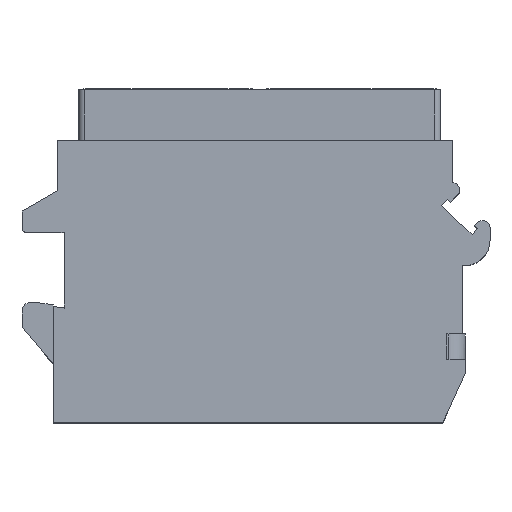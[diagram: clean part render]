
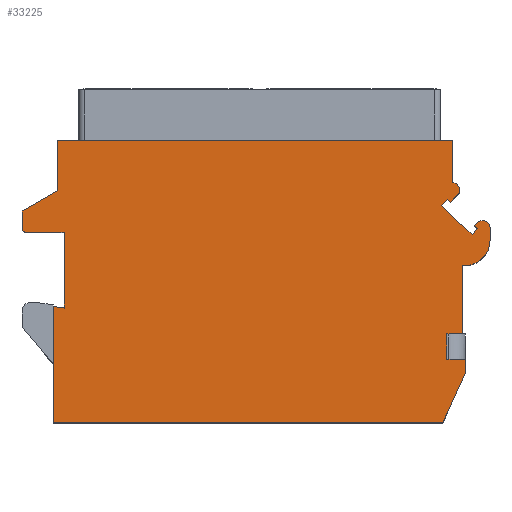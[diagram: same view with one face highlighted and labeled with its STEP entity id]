
A CAD part, top view. The second image highlights one B-rep face of the part: STEP entity #33225.
In plain terms, the highlighted planar face has unit normal (0, 0, 1).
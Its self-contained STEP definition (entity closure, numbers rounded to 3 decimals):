
#382=DIRECTION('',(-1.,0.,0.));
#383=VECTOR('',#382,1.1);
#384=CARTESIAN_POINT('',(14.372,6.3,7.));
#385=LINE('',#384,#383);
#386=DIRECTION('',(0.,-1.,0.));
#387=VECTOR('',#386,1.8);
#388=CARTESIAN_POINT('',(13.272,6.3,7.));
#389=LINE('',#388,#387);
#390=DIRECTION('',(1.,0.,0.));
#391=VECTOR('',#390,1.3);
#392=CARTESIAN_POINT('',(13.272,4.5,7.));
#393=LINE('',#392,#391);
#394=DIRECTION('',(0.,1.,0.));
#395=VECTOR('',#394,1.);
#396=CARTESIAN_POINT('',(14.572,3.5,7.));
#397=LINE('',#396,#395);
#398=DIRECTION('',(0.416,0.909,0.));
#399=VECTOR('',#398,3.848);
#400=CARTESIAN_POINT('',(12.972,0.,7.));
#401=LINE('',#400,#399);
#402=DIRECTION('',(1.,0.,0.));
#403=VECTOR('',#402,27.6);
#404=CARTESIAN_POINT('',(-14.628,0.,7.));
#405=LINE('',#404,#403);
#406=DIRECTION('',(0.,-1.,0.));
#407=VECTOR('',#406,8.232);
#408=CARTESIAN_POINT('',(-14.628,8.232,7.));
#409=LINE('',#408,#407);
#410=DIRECTION('',(-0.991,0.133,0.));
#411=VECTOR('',#410,0.807);
#412=CARTESIAN_POINT('',(-13.828,8.125,7.));
#413=LINE('',#412,#411);
#414=DIRECTION('',(0.,-1.,0.));
#415=VECTOR('',#414,5.375);
#416=CARTESIAN_POINT('',(-13.828,13.5,7.));
#417=LINE('',#416,#415);
#418=DIRECTION('',(1.,0.,0.));
#419=VECTOR('',#418,0.4);
#420=CARTESIAN_POINT('',(-14.228,13.5,7.));
#421=LINE('',#420,#419);
#422=DIRECTION('',(1.,0.,0.));
#423=VECTOR('',#422,2.3);
#424=CARTESIAN_POINT('',(-16.528,13.5,7.));
#425=LINE('',#424,#423);
#426=CARTESIAN_POINT('',(-16.528,13.8,7.));
#427=DIRECTION('',(0.,0.,1.));
#428=DIRECTION('',(-1.,0.,0.));
#429=AXIS2_PLACEMENT_3D('',#426,#427,#428);
#431=DIRECTION('',(0.,-1.,0.));
#432=VECTOR('',#431,1.2);
#433=CARTESIAN_POINT('',(-16.828,15.,7.));
#434=LINE('',#433,#432);
#435=DIRECTION('',(-0.866,-0.5,0.));
#436=VECTOR('',#435,2.887);
#437=CARTESIAN_POINT('',(-14.328,16.443,7.));
#438=LINE('',#437,#436);
#439=DIRECTION('',(0.,-1.,0.));
#440=VECTOR('',#439,3.557);
#441=CARTESIAN_POINT('',(-14.328,20.,7.));
#442=LINE('',#441,#440);
#443=DIRECTION('',(-1.,0.,0.));
#444=VECTOR('',#443,28.);
#445=CARTESIAN_POINT('',(13.672,20.,7.));
#446=LINE('',#445,#444);
#447=DIRECTION('',(0.,1.,0.));
#448=VECTOR('',#447,3.);
#449=CARTESIAN_POINT('',(13.672,17.,7.));
#450=LINE('',#449,#448);
#451=DIRECTION('',(-1.,0.,0.));
#452=VECTOR('',#451,0.01);
#453=CARTESIAN_POINT('',(13.682,17.,7.));
#454=LINE('',#453,#452);
#455=CARTESIAN_POINT('',(13.682,16.5,7.));
#456=DIRECTION('',(0.,0.,1.));
#457=DIRECTION('',(0.718,-0.696,0.));
#458=AXIS2_PLACEMENT_3D('',#455,#456,#457);
#460=DIRECTION('',(0.696,0.718,0.));
#461=VECTOR('',#460,0.738);
#462=CARTESIAN_POINT('',(13.528,15.622,7.));
#463=LINE('',#462,#461);
#464=DIRECTION('',(0.718,-0.696,0.));
#465=VECTOR('',#464,0.3);
#466=CARTESIAN_POINT('',(13.313,15.831,7.));
#467=LINE('',#466,#465);
#468=DIRECTION('',(0.696,0.718,0.));
#469=VECTOR('',#468,0.6);
#470=CARTESIAN_POINT('',(12.895,15.4,7.));
#471=LINE('',#470,#469);
#472=DIRECTION('',(-0.718,0.696,0.));
#473=VECTOR('',#472,3.);
#474=CARTESIAN_POINT('',(15.05,13.313,7.));
#475=LINE('',#474,#473);
#476=DIRECTION('',(-0.696,-0.718,0.));
#477=VECTOR('',#476,0.6);
#478=CARTESIAN_POINT('',(15.468,13.744,7.));
#479=LINE('',#478,#477);
#480=DIRECTION('',(0.718,-0.696,0.));
#481=VECTOR('',#480,0.3);
#482=CARTESIAN_POINT('',(15.252,13.953,7.));
#483=LINE('',#482,#481);
#484=DIRECTION('',(-0.696,-0.718,0.));
#485=VECTOR('',#484,0.303);
#486=CARTESIAN_POINT('',(15.463,14.17,7.));
#487=LINE('',#486,#485);
#488=CARTESIAN_POINT('',(15.822,13.822,7.));
#489=DIRECTION('',(0.,0.,1.));
#490=DIRECTION('',(1.,0.,0.));
#491=AXIS2_PLACEMENT_3D('',#488,#489,#490);
#493=DIRECTION('',(0.,1.,0.));
#494=VECTOR('',#493,0.893);
#495=CARTESIAN_POINT('',(16.322,12.93,7.));
#496=LINE('',#495,#494);
#497=CARTESIAN_POINT('',(14.522,12.93,7.));
#498=DIRECTION('',(0.,0.,1.));
#499=DIRECTION('',(-0.083,-0.997,0.));
#500=AXIS2_PLACEMENT_3D('',#497,#498,#499);
#502=DIRECTION('',(0.,1.,0.));
#503=VECTOR('',#502,4.836);
#504=CARTESIAN_POINT('',(14.372,6.3,7.));
#505=LINE('',#504,#503);
#27806=CARTESIAN_POINT('',(-14.328,20.,7.));
#27807=CARTESIAN_POINT('',(-14.328,16.443,7.));
#27808=VERTEX_POINT('',#27806);
#27809=VERTEX_POINT('',#27807);
#27810=CARTESIAN_POINT('',(-16.828,15.,7.));
#27811=VERTEX_POINT('',#27810);
#27812=CARTESIAN_POINT('',(-16.828,13.8,7.));
#27813=VERTEX_POINT('',#27812);
#27814=CARTESIAN_POINT('',(-16.528,13.5,7.));
#27815=VERTEX_POINT('',#27814);
#27816=CARTESIAN_POINT('',(-14.228,13.5,7.));
#27817=VERTEX_POINT('',#27816);
#27818=CARTESIAN_POINT('',(-13.828,8.125,7.));
#27819=CARTESIAN_POINT('',(-14.628,8.232,7.));
#27820=VERTEX_POINT('',#27818);
#27821=VERTEX_POINT('',#27819);
#27822=CARTESIAN_POINT('',(-14.628,0.,7.));
#27823=VERTEX_POINT('',#27822);
#27824=CARTESIAN_POINT('',(12.972,0.,7.));
#27825=VERTEX_POINT('',#27824);
#27826=CARTESIAN_POINT('',(14.572,3.5,7.));
#27827=VERTEX_POINT('',#27826);
#27828=CARTESIAN_POINT('',(14.372,11.136,7.));
#27829=CARTESIAN_POINT('',(16.322,12.93,7.));
#27830=VERTEX_POINT('',#27828);
#27831=VERTEX_POINT('',#27829);
#27832=CARTESIAN_POINT('',(16.322,13.822,7.));
#27833=VERTEX_POINT('',#27832);
#27834=CARTESIAN_POINT('',(15.463,14.17,7.));
#27835=VERTEX_POINT('',#27834);
#27836=CARTESIAN_POINT('',(15.252,13.953,7.));
#27837=VERTEX_POINT('',#27836);
#27838=CARTESIAN_POINT('',(15.468,13.744,7.));
#27839=VERTEX_POINT('',#27838);
#27840=CARTESIAN_POINT('',(15.05,13.313,7.));
#27841=VERTEX_POINT('',#27840);
#27842=CARTESIAN_POINT('',(12.895,15.4,7.));
#27843=VERTEX_POINT('',#27842);
#27844=CARTESIAN_POINT('',(13.313,15.831,7.));
#27845=VERTEX_POINT('',#27844);
#27846=CARTESIAN_POINT('',(13.528,15.622,7.));
#27847=VERTEX_POINT('',#27846);
#27848=CARTESIAN_POINT('',(14.042,16.152,7.));
#27849=VERTEX_POINT('',#27848);
#27850=CARTESIAN_POINT('',(13.682,17.,7.));
#27851=VERTEX_POINT('',#27850);
#27852=CARTESIAN_POINT('',(13.672,17.,7.));
#27853=VERTEX_POINT('',#27852);
#27854=CARTESIAN_POINT('',(13.672,20.,7.));
#27855=VERTEX_POINT('',#27854);
#27892=CARTESIAN_POINT('',(14.372,6.3,7.));
#27893=CARTESIAN_POINT('',(13.272,6.3,7.));
#27894=VERTEX_POINT('',#27892);
#27895=VERTEX_POINT('',#27893);
#27896=CARTESIAN_POINT('',(13.272,4.5,7.));
#27897=VERTEX_POINT('',#27896);
#27898=CARTESIAN_POINT('',(14.572,4.5,7.));
#27899=VERTEX_POINT('',#27898);
#27982=CARTESIAN_POINT('',(-13.828,13.5,7.));
#27983=VERTEX_POINT('',#27982);
#33186=CARTESIAN_POINT('',(0.,0.,7.));
#33187=DIRECTION('',(0.,0.,1.));
#33188=DIRECTION('',(1.,0.,0.));
#33189=AXIS2_PLACEMENT_3D('',#33186,#33187,#33188);
#33190=PLANE('',#33189);
#33192=ORIENTED_EDGE('',*,*,#33191,.T.);
#33194=ORIENTED_EDGE('',*,*,#33193,.T.);
#33195=ORIENTED_EDGE('',*,*,#33177,.T.);
#33196=ORIENTED_EDGE('',*,*,#32703,.F.);
#33197=ORIENTED_EDGE('',*,*,#32718,.F.);
#33198=ORIENTED_EDGE('',*,*,#32732,.F.);
#33199=ORIENTED_EDGE('',*,*,#32751,.F.);
#33200=ORIENTED_EDGE('',*,*,#32805,.F.);
#33201=ORIENTED_EDGE('',*,*,#32820,.F.);
#33202=ORIENTED_EDGE('',*,*,#32834,.F.);
#33203=ORIENTED_EDGE('',*,*,#32848,.F.);
#33204=ORIENTED_EDGE('',*,*,#32862,.F.);
#33205=ORIENTED_EDGE('',*,*,#32876,.F.);
#33206=ORIENTED_EDGE('',*,*,#32890,.F.);
#33207=ORIENTED_EDGE('',*,*,#32904,.F.);
#33208=ORIENTED_EDGE('',*,*,#32918,.F.);
#33209=ORIENTED_EDGE('',*,*,#32950,.F.);
#33210=ORIENTED_EDGE('',*,*,#32964,.F.);
#33211=ORIENTED_EDGE('',*,*,#32978,.F.);
#33212=ORIENTED_EDGE('',*,*,#32992,.F.);
#33213=ORIENTED_EDGE('',*,*,#33006,.F.);
#33214=ORIENTED_EDGE('',*,*,#33020,.F.);
#33215=ORIENTED_EDGE('',*,*,#33034,.F.);
#33216=ORIENTED_EDGE('',*,*,#33048,.F.);
#33217=ORIENTED_EDGE('',*,*,#33062,.F.);
#33218=ORIENTED_EDGE('',*,*,#33076,.F.);
#33219=ORIENTED_EDGE('',*,*,#33090,.F.);
#33220=ORIENTED_EDGE('',*,*,#33104,.F.);
#33221=ORIENTED_EDGE('',*,*,#33118,.F.);
#33222=ORIENTED_EDGE('',*,*,#33133,.F.);
#33223=EDGE_LOOP('',(#33192,#33194,#33195,#33196,#33197,#33198,#33199,#33200,
#33201,#33202,#33203,#33204,#33205,#33206,#33207,#33208,#33209,#33210,#33211,
#33212,#33213,#33214,#33215,#33216,#33217,#33218,#33219,#33220,#33221,#33222));
#33224=FACE_OUTER_BOUND('',#33223,.F.);
#33225=ADVANCED_FACE('',(#33224),#33190,.T.);
#430=CIRCLE('',#429,0.3);
#459=CIRCLE('',#458,0.5);
#492=CIRCLE('',#491,0.5);
#501=CIRCLE('',#500,1.8);
#32703=EDGE_CURVE('',#27827,#27899,#397,.T.);
#32718=EDGE_CURVE('',#27825,#27827,#401,.T.);
#32732=EDGE_CURVE('',#27823,#27825,#405,.T.);
#32751=EDGE_CURVE('',#27821,#27823,#409,.T.);
#32805=EDGE_CURVE('',#27820,#27821,#413,.T.);
#32820=EDGE_CURVE('',#27983,#27820,#417,.T.);
#32834=EDGE_CURVE('',#27817,#27983,#421,.T.);
#32848=EDGE_CURVE('',#27815,#27817,#425,.T.);
#32862=EDGE_CURVE('',#27813,#27815,#430,.T.);
#32876=EDGE_CURVE('',#27811,#27813,#434,.T.);
#32890=EDGE_CURVE('',#27809,#27811,#438,.T.);
#32904=EDGE_CURVE('',#27808,#27809,#442,.T.);
#32918=EDGE_CURVE('',#27855,#27808,#446,.T.);
#32950=EDGE_CURVE('',#27853,#27855,#450,.T.);
#32964=EDGE_CURVE('',#27851,#27853,#454,.T.);
#32978=EDGE_CURVE('',#27849,#27851,#459,.T.);
#32992=EDGE_CURVE('',#27847,#27849,#463,.T.);
#33006=EDGE_CURVE('',#27845,#27847,#467,.T.);
#33020=EDGE_CURVE('',#27843,#27845,#471,.T.);
#33034=EDGE_CURVE('',#27841,#27843,#475,.T.);
#33048=EDGE_CURVE('',#27839,#27841,#479,.T.);
#33062=EDGE_CURVE('',#27837,#27839,#483,.T.);
#33076=EDGE_CURVE('',#27835,#27837,#487,.T.);
#33090=EDGE_CURVE('',#27833,#27835,#492,.T.);
#33104=EDGE_CURVE('',#27831,#27833,#496,.T.);
#33118=EDGE_CURVE('',#27830,#27831,#501,.T.);
#33133=EDGE_CURVE('',#27894,#27830,#505,.T.);
#33177=EDGE_CURVE('',#27897,#27899,#393,.T.);
#33191=EDGE_CURVE('',#27894,#27895,#385,.T.);
#33193=EDGE_CURVE('',#27895,#27897,#389,.T.);
